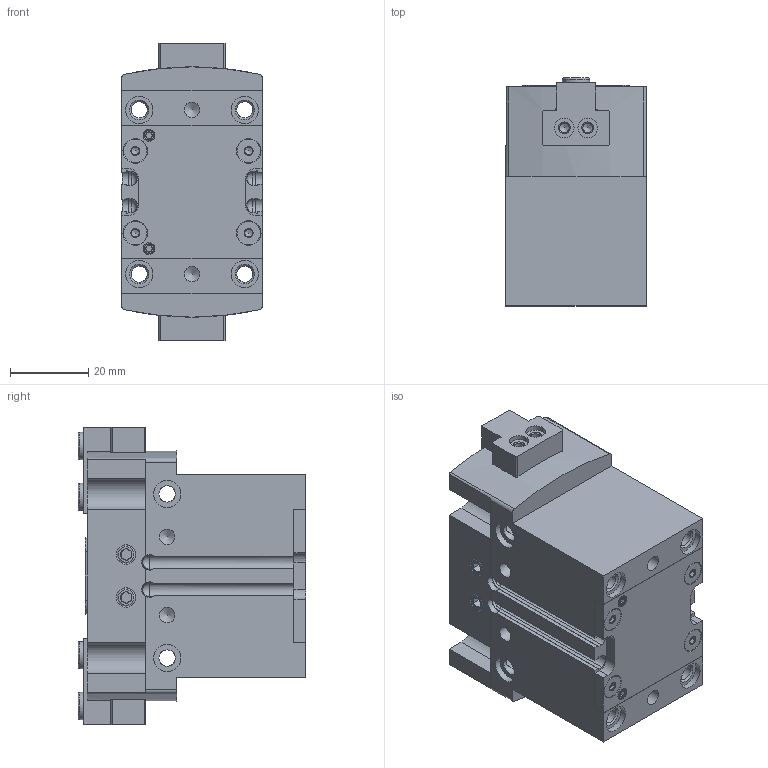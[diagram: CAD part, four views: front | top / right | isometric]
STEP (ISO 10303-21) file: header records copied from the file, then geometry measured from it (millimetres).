
FILE_DESCRIPTION(/* description */ ('STEP AP214'),/* implementation_level */ '2;1');
FILE_NAME(/* name */ '560205_HGPT-25-A-B-G1',/* time_stamp */ '2024-08-29T07:19:10+02:00',/* author */ ('License CC BY-ND 4.0'),/* organization */ ('CADENAS'),/* preprocessor_version */ 'ST-DEVELOPER v19.3',/* originating_system */ 'PARTsolutions',/* authorisation */ ' ');
FILE_SCHEMA (('AUTOMOTIVE_DESIGN {1 0 10303 214 3 1 1}'));
Length unit declared in the file: millimetre
Products named in the file (6): 560205 HGPT-25-A-B-G1---(0); 560205 HGPT-25-A-B-G1---(0)G; BBAC25700 HGPT-25-A-B-F; 8146544 ZBH-7-B; DIN-913 - M5x5; DIN-913 - M3x3
Assembly tree (13 placements, depth 2):
  560205 HGPT-25-A-B-G1---(0)
    560205 HGPT-25-A-B-G1---(0)G
    BBAC25700 HGPT-25-A-B-F  x2
    8146544 ZBH-7-B  x4
    DIN-913 - M5x5  x4
    DIN-913 - M3x3  x2
Bounding box: 36 x 58.3 x 76 mm (x, y, z)
Volume: 101403.5 mm3; surface area: 30887.3 mm2
Topology: 13 solids, 13 shells, 650 faces, 1464 edges, 876 vertices
Faces by surface type: plane 348, cone 160, cylinder 130, torus 8, sphere 4
Full cylindrical faces by diameter (mm): 2.459 x6, 3 x2, 3.242 x4, 4 x4, 4.134 x10, 4.2 x12, 5 x8, 6 x8, 6.3 x8, 7 x10, 8 x2
Entity records: 16783 total; most frequent: CARTESIAN_POINT 2626, DIRECTION 2374, ORIENTED_EDGE 2044, EDGE_CURVE 1022, AXIS2_PLACEMENT_3D 912, FACE_BOUND 708, VERTEX_POINT 690, EDGE_LOOP 690
